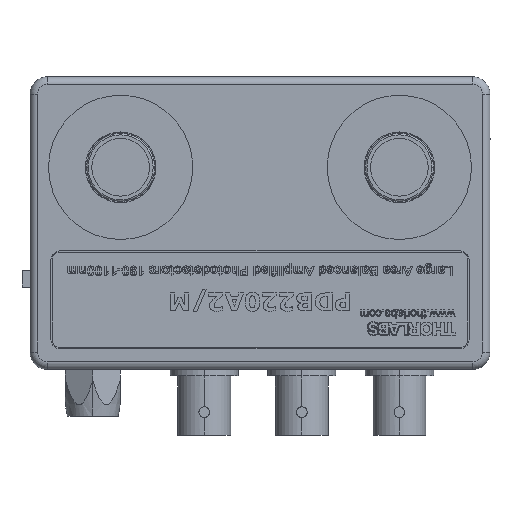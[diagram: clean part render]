
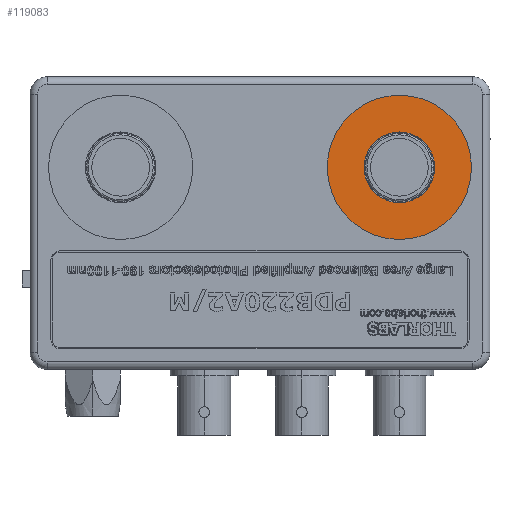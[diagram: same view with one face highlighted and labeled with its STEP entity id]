
A CAD part, top view. The second image highlights one B-rep face of the part: STEP entity #119083.
In plain terms, the highlighted planar face has unit normal (0, 0, 1).
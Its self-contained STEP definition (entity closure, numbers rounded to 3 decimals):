
#4093 = CIRCLE ( 'NONE', #91120, 6.439 ) ;
#4418 = CIRCLE ( 'NONE', #47587, 6.439 ) ;
#7201 = EDGE_CURVE ( 'NONE', #112366, #161360, #4418, .T. ) ;
#14926 = AXIS2_PLACEMENT_3D ( 'NONE', #149359, #74262, #161930 ) ;
#21916 = CARTESIAN_POINT ( 'NONE',  ( 19.088, 10.839, 21.082 ) ) ;
#24192 = CARTESIAN_POINT ( 'NONE',  ( 25.527, 10.839, 21.082 ) ) ;
#25565 = DIRECTION ( 'NONE',  ( 0., 0., 1. ) ) ;
#29478 = ORIENTED_EDGE ( 'NONE', *, *, #7201, .F. ) ;
#33737 = CARTESIAN_POINT ( 'NONE',  ( 25.527, 10.839, 21.082 ) ) ;
#36847 = DIRECTION ( 'NONE',  ( 1., 0., 0. ) ) ;
#37831 = CARTESIAN_POINT ( 'NONE',  ( 25.527, 10.839, 21.082 ) ) ;
#46318 = DIRECTION ( 'NONE',  ( 1., 0., 0. ) ) ;
#47587 = AXIS2_PLACEMENT_3D ( 'NONE', #24192, #111925, #36847 ) ;
#49608 = CARTESIAN_POINT ( 'NONE',  ( 12.383, 10.839, 21.082 ) ) ;
#50375 = DIRECTION ( 'NONE',  ( 1., 0., 0. ) ) ;
#54188 = AXIS2_PLACEMENT_3D ( 'NONE', #100672, #25565, #113302 ) ;
#67712 = CIRCLE ( 'NONE', #54188, 13.144 ) ;
#74262 = DIRECTION ( 'NONE',  ( 0., 0., 1. ) ) ;
#76439 = FACE_OUTER_BOUND ( 'NONE', #125667, .T. ) ;
#86357 = PLANE ( 'NONE',  #14926 ) ;
#87207 = ORIENTED_EDGE ( 'NONE', *, *, #115108, .T. ) ;
#88935 = VERTEX_POINT ( 'NONE', #158678 ) ;
#88975 = CARTESIAN_POINT ( 'NONE',  ( 31.966, 10.839, 21.082 ) ) ;
#91040 = CIRCLE ( 'NONE', #92576, 13.144 ) ;
#91120 = AXIS2_PLACEMENT_3D ( 'NONE', #33737, #121409, #46318 ) ;
#91346 = ORIENTED_EDGE ( 'NONE', *, *, #112718, .T. ) ;
#92576 = AXIS2_PLACEMENT_3D ( 'NONE', #37831, #125476, #50375 ) ;
#96087 = VERTEX_POINT ( 'NONE', #49608 ) ;
#98044 = FACE_BOUND ( 'NONE', #104751, .T. ) ;
#100672 = CARTESIAN_POINT ( 'NONE',  ( 25.527, 10.839, 21.082 ) ) ;
#104223 = EDGE_CURVE ( 'NONE', #161360, #112366, #4093, .T. ) ;
#104751 = EDGE_LOOP ( 'NONE', ( #29478, #122009 ) ) ;
#111925 = DIRECTION ( 'NONE',  ( 0., 0., 1. ) ) ;
#112366 = VERTEX_POINT ( 'NONE', #88975 ) ;
#112718 = EDGE_CURVE ( 'NONE', #88935, #96087, #91040, .T. ) ;
#113302 = DIRECTION ( 'NONE',  ( 1., 0., 0. ) ) ;
#115108 = EDGE_CURVE ( 'NONE', #96087, #88935, #67712, .T. ) ;
#119083 = ADVANCED_FACE ( 'NONE', ( #98044, #76439 ), #86357, .T. ) ;
#121409 = DIRECTION ( 'NONE',  ( 0., 0., 1. ) ) ;
#122009 = ORIENTED_EDGE ( 'NONE', *, *, #104223, .F. ) ;
#125476 = DIRECTION ( 'NONE',  ( 0., 0., 1. ) ) ;
#125667 = EDGE_LOOP ( 'NONE', ( #87207, #91346 ) ) ;
#149359 = CARTESIAN_POINT ( 'NONE',  ( 25.527, 10.839, 21.082 ) ) ;
#158678 = CARTESIAN_POINT ( 'NONE',  ( 38.672, 10.839, 21.082 ) ) ;
#161360 = VERTEX_POINT ( 'NONE', #21916 ) ;
#161930 = DIRECTION ( 'NONE',  ( 1., 0., 0. ) ) ;
